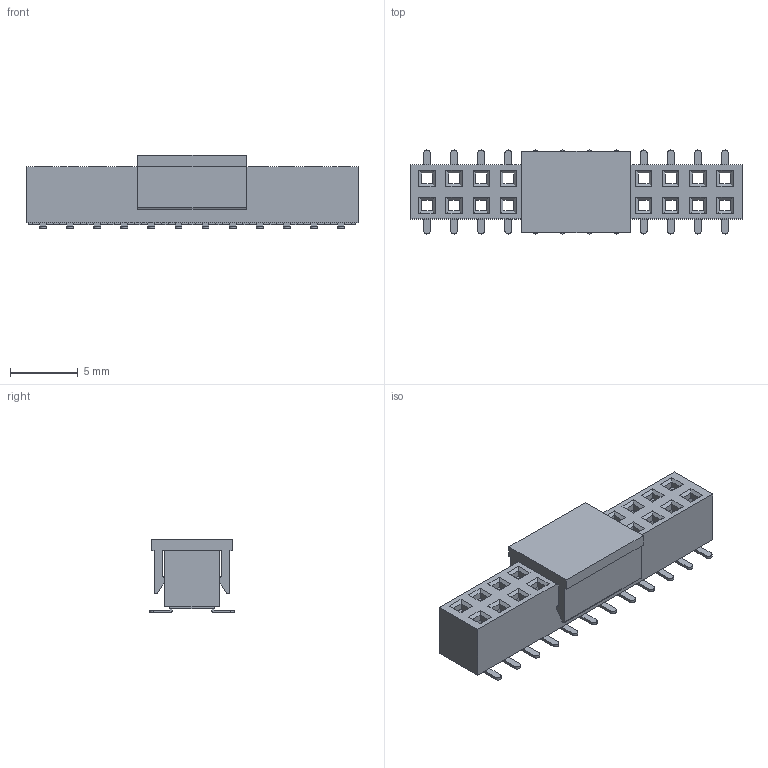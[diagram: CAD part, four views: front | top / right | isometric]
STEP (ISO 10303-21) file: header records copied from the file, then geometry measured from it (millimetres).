
FILE_DESCRIPTION(/* description */ ('Unknown'),/* implementation_level */ '2;1');
FILE_NAME(/* name */ '621324242921',/* time_stamp */ '2017-03-27T16:40:36+02:00',/* author */ ('Unknown'),/* organization */ ('Unknown'),/* preprocessor_version */ 'ST-DEVELOPER v16.7',/* originating_system */ 'DEX',/* authorisation */ $);
FILE_SCHEMA (('AUTOMOTIVE_DESIGN {1 0 10303 214 3 1 1}'));
Length unit declared in the file: millimetre
Products named in the file (4): 6213xx242921; 621024242921_Housing; 6210xx242921; 6213xx242921_Cap
Assembly tree (26 placements, depth 2):
  6213xx242921
    621024242921_Housing
    6210xx242921  x24
    6213xx242921_Cap
Bounding box: 24.5 x 6.2 x 5.45 mm (x, y, z)
Volume: 359.4 mm3; surface area: 1769.8 mm2
Topology: 26 solids, 26 shells, 2055 faces, 5550 edges, 3548 vertices
Faces by surface type: plane 1397, cylinder 610, bspline 48
Entity records: 13621 total; most frequent: CARTESIAN_POINT 2425, ORIENTED_EDGE 2314, DIRECTION 2156, EDGE_CURVE 1157, LINE 1080, VECTOR 1080, VERTEX_POINT 719, AXIS2_PLACEMENT_3D 538
